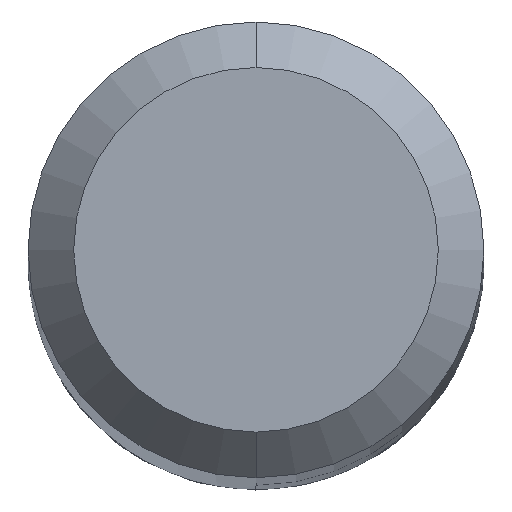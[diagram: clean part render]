
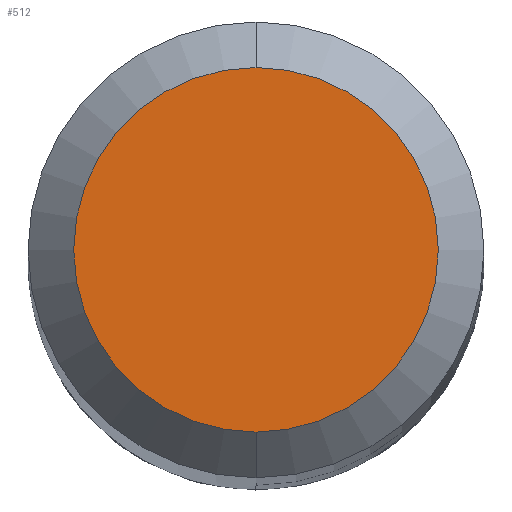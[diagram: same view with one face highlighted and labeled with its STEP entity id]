
A CAD part, top view. The second image highlights one B-rep face of the part: STEP entity #512.
In plain terms, the highlighted planar face has unit normal (0, 0, 1).
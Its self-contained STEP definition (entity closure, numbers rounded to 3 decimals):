
#512=ADVANCED_FACE('',(#1481),#1482,.T.);
#728=EDGE_CURVE('',#1296,#922,#1716,.T.);
#922=VERTEX_POINT('',#1927);
#1296=VERTEX_POINT('',#2335);
#1390=EDGE_CURVE('',#922,#1296,#2444,.T.);
#1481=FACE_OUTER_BOUND('',#2530,.T.);
#1482=PLANE('',#2531);
#1716=CIRCLE('',#3577,1.2);
#1927=CARTESIAN_POINT('',(0.0,1.2,0.0));
#2335=CARTESIAN_POINT('',(0.,-1.2,0.0));
#2444=CIRCLE('',#7749,1.2);
#2530=EDGE_LOOP('',(#8048,#8049));
#2531=AXIS2_PLACEMENT_3D('',#8050,#8051,#8052);
#3577=AXIS2_PLACEMENT_3D('',#8272,#8273,#8274);
#7749=AXIS2_PLACEMENT_3D('',#9136,#9137,#9138);
#8048=ORIENTED_EDGE('',*,*,#1390,.F.);
#8049=ORIENTED_EDGE('',*,*,#728,.F.);
#8050=CARTESIAN_POINT('',(0.0,0.6,0.0));
#8051=DIRECTION('',(-0.0,0.0,1.0));
#8052=DIRECTION('',(0.0,-1.0,0.0));
#8272=CARTESIAN_POINT('',(0.0,0.0,0.0));
#8273=DIRECTION('',(0.0,0.0,-1.0));
#8274=DIRECTION('',(0.0,1.0,0.0));
#9136=CARTESIAN_POINT('',(0.0,0.0,0.0));
#9137=DIRECTION('',(0.0,0.0,-1.0));
#9138=DIRECTION('',(0.0,1.0,0.0));
